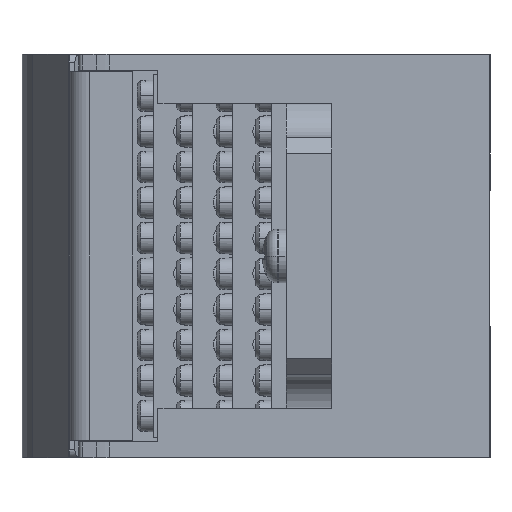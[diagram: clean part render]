
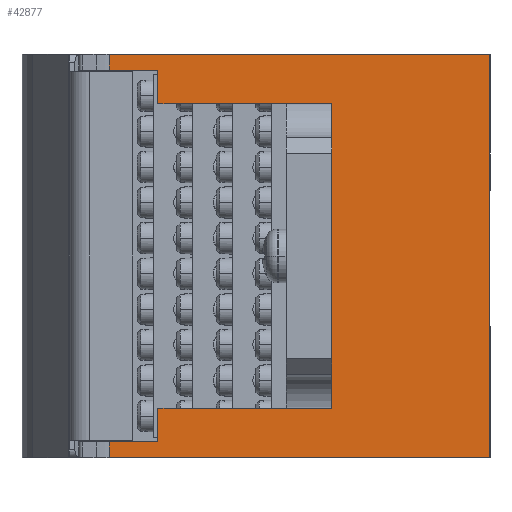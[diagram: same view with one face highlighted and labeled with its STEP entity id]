
A CAD part, left-side view. The second image highlights one B-rep face of the part: STEP entity #42877.
In plain terms, the highlighted planar face has unit normal (-1, 0, 0).
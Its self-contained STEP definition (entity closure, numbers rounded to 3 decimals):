
#1482=DIRECTION('',(0.,0.,-1.));
#1483=VECTOR('',#1482,4.25);
#1484=CARTESIAN_POINT('',(-21.,20.,-15.));
#1485=LINE('',#1484,#1483);
#1498=DIRECTION('',(0.,0.,-1.));
#1499=VECTOR('',#1498,4.25);
#1500=CARTESIAN_POINT('',(-21.,20.,19.25));
#1501=LINE('',#1500,#1499);
#12803=DIRECTION('',(0.,0.,1.));
#12804=VECTOR('',#12803,30.);
#12805=CARTESIAN_POINT('',(-21.,20.,-15.));
#12806=LINE('',#12805,#12804);
#12807=DIRECTION('',(0.,1.,0.));
#12808=VECTOR('',#12807,6.172);
#12809=CARTESIAN_POINT('',(-21.,42.,23.5));
#12810=LINE('',#12809,#12808);
#12811=DIRECTION('',(0.,0.,1.));
#12812=VECTOR('',#12811,2.);
#12813=CARTESIAN_POINT('',(-21.,48.172,23.5));
#12814=LINE('',#12813,#12812);
#12815=DIRECTION('',(0.,-1.,0.));
#12816=VECTOR('',#12815,48.172);
#12817=CARTESIAN_POINT('',(-21.,48.172,25.5));
#12818=LINE('',#12817,#12816);
#12819=DIRECTION('',(0.,1.,0.));
#12820=VECTOR('',#12819,48.172);
#12821=CARTESIAN_POINT('',(-21.,0.,-25.5));
#12822=LINE('',#12821,#12820);
#12823=DIRECTION('',(0.,-1.,0.));
#12824=VECTOR('',#12823,6.172);
#12825=CARTESIAN_POINT('',(-21.,48.172,-23.5));
#12826=LINE('',#12825,#12824);
#12831=DIRECTION('',(0.,-1.,0.));
#12832=VECTOR('',#12831,22.);
#12833=CARTESIAN_POINT('',(-21.,42.,19.25));
#12834=LINE('',#12833,#12832);
#12843=DIRECTION('',(0.,0.,-1.));
#12844=VECTOR('',#12843,4.25);
#12845=CARTESIAN_POINT('',(-21.,42.,23.5));
#12846=LINE('',#12845,#12844);
#14760=DIRECTION('',(0.,0.,-1.));
#14761=VECTOR('',#14760,4.25);
#14762=CARTESIAN_POINT('',(-21.,42.,-19.25));
#14763=LINE('',#14762,#14761);
#14784=DIRECTION('',(0.,1.,0.));
#14785=VECTOR('',#14784,22.);
#14786=CARTESIAN_POINT('',(-21.,20.,-19.25));
#14787=LINE('',#14786,#14785);
#14788=DIRECTION('',(0.,0.,-1.));
#14789=VECTOR('',#14788,2.);
#14790=CARTESIAN_POINT('',(-21.,48.172,-23.5));
#14791=LINE('',#14790,#14789);
#15686=DIRECTION('',(0.,0.,1.));
#15687=VECTOR('',#15686,51.);
#15688=CARTESIAN_POINT('',(-21.,0.,-25.5));
#15689=LINE('',#15688,#15687);
#19672=CARTESIAN_POINT('',(-21.,48.172,-25.5));
#19673=VERTEX_POINT('',#19672);
#19674=CARTESIAN_POINT('',(-21.,0.,-25.5));
#19675=VERTEX_POINT('',#19674);
#19742=CARTESIAN_POINT('',(-21.,48.172,23.5));
#19743=VERTEX_POINT('',#19742);
#19745=CARTESIAN_POINT('',(-21.,42.,23.5));
#19747=VERTEX_POINT('',#19745);
#19820=CARTESIAN_POINT('',(-21.,0.,25.5));
#19821=VERTEX_POINT('',#19820);
#19822=CARTESIAN_POINT('',(-21.,48.172,25.5));
#19823=VERTEX_POINT('',#19822);
#19850=CARTESIAN_POINT('',(-21.,48.172,-23.5));
#19852=VERTEX_POINT('',#19850);
#19866=CARTESIAN_POINT('',(-21.,42.,-23.5));
#19867=VERTEX_POINT('',#19866);
#19868=CARTESIAN_POINT('',(-21.,42.,-19.25));
#19869=VERTEX_POINT('',#19868);
#19870=CARTESIAN_POINT('',(-21.,20.,-19.25));
#19871=VERTEX_POINT('',#19870);
#19872=CARTESIAN_POINT('',(-21.,42.,19.25));
#19873=CARTESIAN_POINT('',(-21.,20.,19.25));
#19874=VERTEX_POINT('',#19872);
#19875=VERTEX_POINT('',#19873);
#23268=CARTESIAN_POINT('',(-21.,20.,-15.));
#23269=CARTESIAN_POINT('',(-21.,20.,15.));
#23270=VERTEX_POINT('',#23268);
#23271=VERTEX_POINT('',#23269);
#42845=CARTESIAN_POINT('',(-21.,24.086,0.));
#42846=DIRECTION('',(1.,0.,0.));
#42847=DIRECTION('',(0.,-1.,0.));
#42848=AXIS2_PLACEMENT_3D('',#42845,#42846,#42847);
#42849=PLANE('',#42848);
#42850=ORIENTED_EDGE('',*,*,#25940,.T.);
#42851=ORIENTED_EDGE('',*,*,#25825,.F.);
#42853=ORIENTED_EDGE('',*,*,#42852,.F.);
#42855=ORIENTED_EDGE('',*,*,#42854,.F.);
#42857=ORIENTED_EDGE('',*,*,#42856,.T.);
#42859=ORIENTED_EDGE('',*,*,#42858,.T.);
#42861=ORIENTED_EDGE('',*,*,#42860,.T.);
#42863=ORIENTED_EDGE('',*,*,#42862,.F.);
#42865=ORIENTED_EDGE('',*,*,#42864,.T.);
#42867=ORIENTED_EDGE('',*,*,#42866,.F.);
#42869=ORIENTED_EDGE('',*,*,#42868,.T.);
#42871=ORIENTED_EDGE('',*,*,#42870,.F.);
#42873=ORIENTED_EDGE('',*,*,#42872,.F.);
#42874=ORIENTED_EDGE('',*,*,#25809,.F.);
#42875=EDGE_LOOP('',(#42850,#42851,#42853,#42855,#42857,#42859,#42861,#42863,
#42865,#42867,#42869,#42871,#42873,#42874));
#42876=FACE_OUTER_BOUND('',#42875,.F.);
#25809=EDGE_CURVE('',#23270,#19871,#1485,.T.);
#25825=EDGE_CURVE('',#19875,#23271,#1501,.T.);
#25940=EDGE_CURVE('',#23270,#23271,#12806,.T.);
#42852=EDGE_CURVE('',#19874,#19875,#12834,.T.);
#42854=EDGE_CURVE('',#19747,#19874,#12846,.T.);
#42856=EDGE_CURVE('',#19747,#19743,#12810,.T.);
#42858=EDGE_CURVE('',#19743,#19823,#12814,.T.);
#42860=EDGE_CURVE('',#19823,#19821,#12818,.T.);
#42862=EDGE_CURVE('',#19675,#19821,#15689,.T.);
#42864=EDGE_CURVE('',#19675,#19673,#12822,.T.);
#42866=EDGE_CURVE('',#19852,#19673,#14791,.T.);
#42868=EDGE_CURVE('',#19852,#19867,#12826,.T.);
#42870=EDGE_CURVE('',#19869,#19867,#14763,.T.);
#42872=EDGE_CURVE('',#19871,#19869,#14787,.T.);
#42877=ADVANCED_FACE('',(#42876),#42849,.F.);
